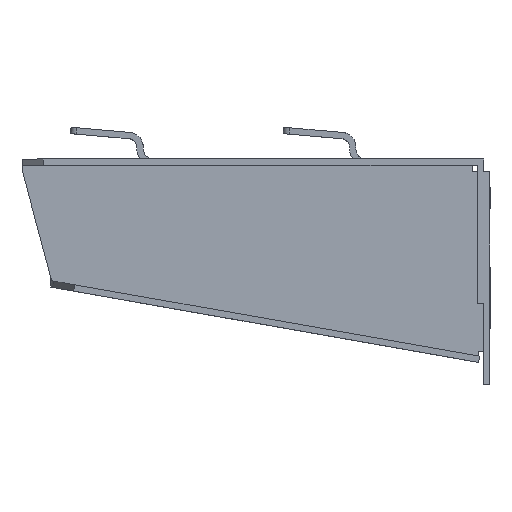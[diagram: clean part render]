
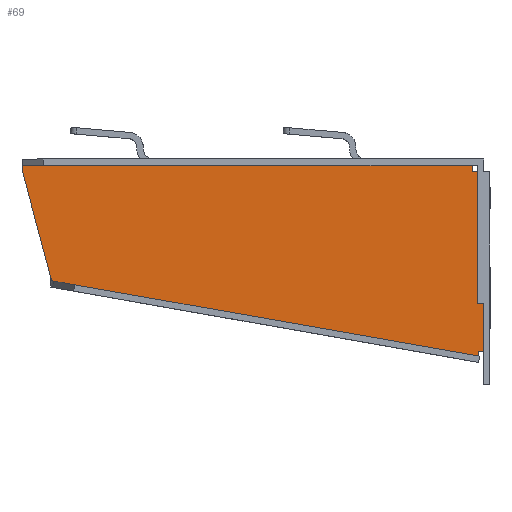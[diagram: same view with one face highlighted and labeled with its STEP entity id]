
A CAD part, top view. The second image highlights one B-rep face of the part: STEP entity #69.
In plain terms, the highlighted planar face has unit normal (0, 0, 1).
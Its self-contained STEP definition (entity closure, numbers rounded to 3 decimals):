
#69=ADVANCED_FACE('',(#141),#1171,.T.);
#141=FACE_OUTER_BOUND('',#211,.T.);
#211=EDGE_LOOP('',(#518,#519,#520,#521,#522,#523,#524,#525,#526,#527,#528));
#518=ORIENTED_EDGE('',*,*,#770,.F.);
#519=ORIENTED_EDGE('',*,*,#771,.F.);
#520=ORIENTED_EDGE('',*,*,#772,.F.);
#521=ORIENTED_EDGE('',*,*,#736,.T.);
#522=ORIENTED_EDGE('',*,*,#687,.T.);
#523=ORIENTED_EDGE('',*,*,#738,.T.);
#524=ORIENTED_EDGE('',*,*,#760,.T.);
#525=ORIENTED_EDGE('',*,*,#758,.T.);
#526=ORIENTED_EDGE('',*,*,#756,.T.);
#527=ORIENTED_EDGE('',*,*,#767,.T.);
#528=ORIENTED_EDGE('',*,*,#769,.T.);
#687=EDGE_CURVE('',#1048,#1049,#900,.T.);
#736=EDGE_CURVE('',#1078,#1048,#927,.T.);
#738=EDGE_CURVE('',#1049,#1079,#929,.T.);
#756=EDGE_CURVE('',#1092,#1093,#947,.T.);
#758=EDGE_CURVE('',#1095,#1092,#949,.T.);
#760=EDGE_CURVE('',#1079,#1095,#951,.T.);
#767=EDGE_CURVE('',#1093,#1101,#958,.T.);
#769=EDGE_CURVE('',#1101,#1102,#960,.T.);
#770=EDGE_CURVE('',#1103,#1102,#961,.T.);
#771=EDGE_CURVE('',#1104,#1103,#962,.T.);
#772=EDGE_CURVE('',#1078,#1104,#963,.T.);
#900=B_SPLINE_CURVE_WITH_KNOTS('',1,(#2355,#2356),.UNSPECIFIED.,.F.,.F.,
(2,2),(-106.,0.),.UNSPECIFIED.);
#927=B_SPLINE_CURVE_WITH_KNOTS('',1,(#2469,#2470),.UNSPECIFIED.,.F.,.F.,
(2,2),(-1.5,0.),.UNSPECIFIED.);
#929=B_SPLINE_CURVE_WITH_KNOTS('',1,(#2473,#2474),.UNSPECIFIED.,.F.,.F.,
(2,2),(-1.001,0.),.UNSPECIFIED.);
#947=B_SPLINE_CURVE_WITH_KNOTS('',1,(#2523,#2524),.UNSPECIFIED.,.F.,.F.,
(2,2),(0.,101.852),.UNSPECIFIED.);
#949=B_SPLINE_CURVE_WITH_KNOTS('',3,(#2531,#2532,#2533,#2534,#2535,#2536),
 .UNSPECIFIED.,.F.,.F.,(4,1,1,4),(0.,0.333,0.667,1.),
 .UNSPECIFIED.);
#951=B_SPLINE_CURVE_WITH_KNOTS('',1,(#2544,#2545),.UNSPECIFIED.,.F.,.F.,
(2,2),(0.,25.893),.UNSPECIFIED.);
#958=B_SPLINE_CURVE_WITH_KNOTS('',3,(#2563,#2564,#2565,#2566,#2567,#2568),
 .UNSPECIFIED.,.F.,.F.,(4,1,1,4),(-1.,-0.667,-0.333,
0.),.UNSPECIFIED.);
#960=B_SPLINE_CURVE_WITH_KNOTS('',1,(#2571,#2572),.UNSPECIFIED.,.F.,.F.,
(2,2),(0.,0.046),.UNSPECIFIED.);
#961=B_SPLINE_CURVE_WITH_KNOTS('',1,(#2573,#2574),.UNSPECIFIED.,.F.,.F.,
(2,2),(0.,1.222),.UNSPECIFIED.);
#962=B_SPLINE_CURVE_WITH_KNOTS('',1,(#2575,#2576),.UNSPECIFIED.,.F.,.F.,
(2,2),(0.,42.2),.UNSPECIFIED.);
#963=B_SPLINE_CURVE_WITH_KNOTS('',1,(#2577,#2578),.UNSPECIFIED.,.F.,.F.,
(2,2),(0.,2.5),.UNSPECIFIED.);
#1048=VERTEX_POINT('',#1999);
#1049=VERTEX_POINT('',#2000);
#1078=VERTEX_POINT('',#2029);
#1079=VERTEX_POINT('',#2030);
#1092=VERTEX_POINT('',#2043);
#1093=VERTEX_POINT('',#2044);
#1095=VERTEX_POINT('',#2046);
#1101=VERTEX_POINT('',#2052);
#1102=VERTEX_POINT('',#2053);
#1103=VERTEX_POINT('',#2054);
#1104=VERTEX_POINT('',#2055);
#1171=PLANE('',#1304);
#1304=AXIS2_PLACEMENT_3D('',#1928,#1352,$);
#1352=DIRECTION('',(0.,0.,1.));
#1928=CARTESIAN_POINT('',(-11.012,21.996,1.5));
#1999=CARTESIAN_POINT('',(106.,71.4,1.5));
#2000=CARTESIAN_POINT('',(0.,71.4,1.5));
#2029=CARTESIAN_POINT('',(106.,69.9,1.5));
#2030=CARTESIAN_POINT('',(0.,70.399,1.5));
#2043=CARTESIAN_POINT('',(6.997,44.321,1.5));
#2044=CARTESIAN_POINT('',(107.302,26.634,1.5));
#2046=CARTESIAN_POINT('',(6.702,45.388,1.5));
#2052=CARTESIAN_POINT('',(107.278,27.654,1.5));
#2053=CARTESIAN_POINT('',(107.278,27.7,1.5));
#2054=CARTESIAN_POINT('',(108.5,27.7,1.5));
#2055=CARTESIAN_POINT('',(108.5,69.9,1.5));
#2355=CARTESIAN_POINT('',(106.,71.4,1.5));
#2356=CARTESIAN_POINT('',(0.,71.4,1.5));
#2469=CARTESIAN_POINT('',(106.,69.9,1.5));
#2470=CARTESIAN_POINT('',(106.,71.4,1.5));
#2473=CARTESIAN_POINT('',(0.,71.4,1.5));
#2474=CARTESIAN_POINT('',(0.,70.399,1.5));
#2523=CARTESIAN_POINT('',(6.997,44.321,1.5));
#2524=CARTESIAN_POINT('',(107.302,26.634,1.5));
#2531=CARTESIAN_POINT('',(6.702,45.388,1.5));
#2532=CARTESIAN_POINT('',(6.75,45.264,1.5));
#2533=CARTESIAN_POINT('',(6.844,45.022,1.5));
#2534=CARTESIAN_POINT('',(6.947,44.657,1.5));
#2535=CARTESIAN_POINT('',(6.984,44.431,1.5));
#2536=CARTESIAN_POINT('',(6.997,44.321,1.5));
#2544=CARTESIAN_POINT('',(0.,70.399,1.5));
#2545=CARTESIAN_POINT('',(6.702,45.388,1.5));
#2563=CARTESIAN_POINT('',(107.302,26.634,1.5));
#2564=CARTESIAN_POINT('',(107.307,26.754,1.5));
#2565=CARTESIAN_POINT('',(107.313,26.989,1.5));
#2566=CARTESIAN_POINT('',(107.303,27.316,1.5));
#2567=CARTESIAN_POINT('',(107.286,27.542,1.5));
#2568=CARTESIAN_POINT('',(107.278,27.654,1.5));
#2571=CARTESIAN_POINT('',(107.278,27.654,1.5));
#2572=CARTESIAN_POINT('',(107.278,27.7,1.5));
#2573=CARTESIAN_POINT('',(108.5,27.7,1.5));
#2574=CARTESIAN_POINT('',(107.278,27.7,1.5));
#2575=CARTESIAN_POINT('',(108.5,69.9,1.5));
#2576=CARTESIAN_POINT('',(108.5,27.7,1.5));
#2577=CARTESIAN_POINT('',(106.,69.9,1.5));
#2578=CARTESIAN_POINT('',(108.5,69.9,1.5));
